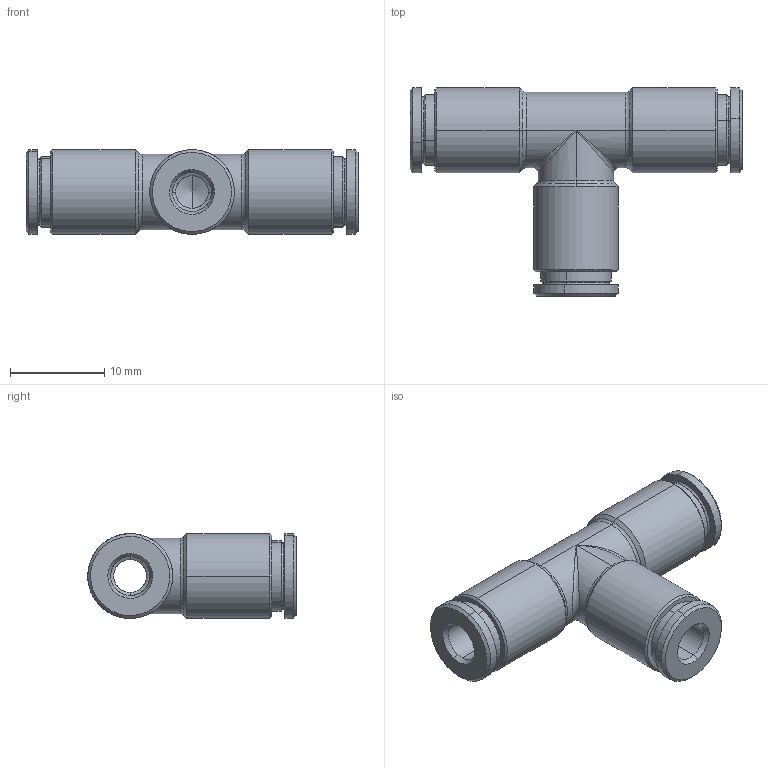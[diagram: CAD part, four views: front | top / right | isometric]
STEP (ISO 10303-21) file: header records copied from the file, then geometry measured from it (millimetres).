
FILE_DESCRIPTION (( 'STEP AP203' ), '1' );
FILE_NAME ('X0190010.STEP', '2010-10-28T09:08:42', ( '' ), ( 'sopra-pneumatic' ), 'SwSTEP 2.0', 'SolidWorks 2009', '' );
FILE_SCHEMA (( 'CONFIG_CONTROL_DESIGN' ));
Length unit declared in the file: millimetre
Products named in the file (1): X0190010
Bounding box: 35.21 x 22.1 x 9 mm (x, y, z)
Volume: 2211.6 mm3; surface area: 2201.3 mm2
Topology: 1 solids, 1 shells, 99 faces, 213 edges, 115 vertices
Faces by surface type: cylinder 38, cone 32, torus 18, plane 9, bspline 2
Entity records: 3296 total; most frequent: CARTESIAN_POINT 1052, DIRECTION 521, ORIENTED_EDGE 414, AXIS2_PLACEMENT_3D 226, EDGE_CURVE 207, CIRCLE 128, VERTEX_POINT 115, EDGE_LOOP 108
